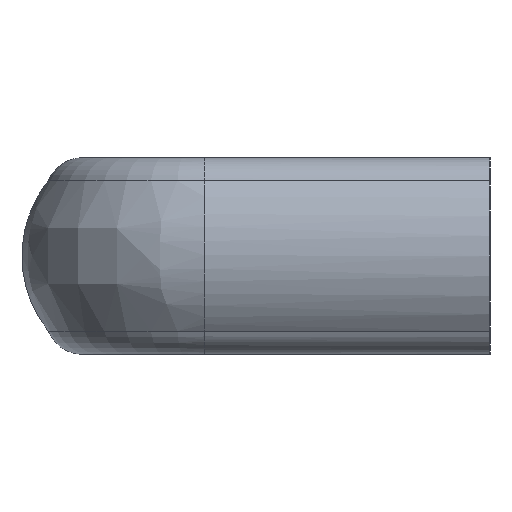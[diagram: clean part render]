
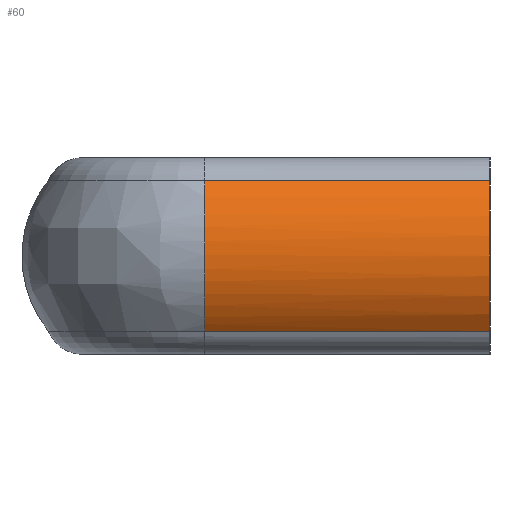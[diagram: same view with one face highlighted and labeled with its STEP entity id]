
A CAD part, left-side view. The second image highlights one B-rep face of the part: STEP entity #60.
In plain terms, the highlighted cylindrical face has radius 12.911 mm (diameter 25.822 mm), a partial arc.
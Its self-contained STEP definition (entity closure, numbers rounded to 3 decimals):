
#60 = ADVANCED_FACE( '', ( #138 ), #139, .T. );
#138 = FACE_OUTER_BOUND( '', #237, .T. );
#139 = CYLINDRICAL_SURFACE( '', #238, 12.911 );
#237 = EDGE_LOOP( '', ( #391, #392, #393, #394 ) );
#238 = AXIS2_PLACEMENT_3D( '', #395, #396, #397 );
#391 = ORIENTED_EDGE( '', *, *, #586, .T. );
#392 = ORIENTED_EDGE( '', *, *, #587, .F. );
#393 = ORIENTED_EDGE( '', *, *, #588, .F. );
#394 = ORIENTED_EDGE( '', *, *, #589, .T. );
#395 = CARTESIAN_POINT( '', ( 12.912, 0., 0. ) );
#396 = DIRECTION( '', ( 0., -1., 0. ) );
#397 = DIRECTION( '', ( 0., 0., 1. ) );
#586 = EDGE_CURVE( '', #670, #676, #677, .T. );
#587 = EDGE_CURVE( '', #678, #676, #679, .T. );
#588 = EDGE_CURVE( '', #680, #678, #681, .T. );
#589 = EDGE_CURVE( '', #680, #670, #682, .T. );
#670 = VERTEX_POINT( '', #848 );
#676 = VERTEX_POINT( '', #871 );
#677 = B_SPLINE_CURVE_WITH_KNOTS( '', 3, ( #872, #873, #874, #875, #876, #877, #878, #879, #880, #881 ), .UNSPECIFIED., .F., .F., ( 4, 2, 2, 2, 4 ), ( 0., 0.25, 0.5, 0.75, 1. ), .UNSPECIFIED. );
#678 = VERTEX_POINT( '', #882 );
#679 = LINE( '', #883, #884 );
#680 = VERTEX_POINT( '', #885 );
#681 = CIRCLE( '', #886, 12.911 );
#682 = LINE( '', #887, #888 );
#848 = CARTESIAN_POINT( '', ( 2.808, 30.5, 8.037 ) );
#871 = CARTESIAN_POINT( '', ( 2.808, 30.5, -8.038 ) );
#872 = CARTESIAN_POINT( '', ( 2.808, 30.5, 8.037 ) );
#873 = CARTESIAN_POINT( '', ( 1.907, 30.5, 6.905 ) );
#874 = CARTESIAN_POINT( '', ( 1.199, 30.5, 5.622 ) );
#875 = CARTESIAN_POINT( '', ( 0.246, 30.5, 2.891 ) );
#876 = CARTESIAN_POINT( '', ( 0.001, 30.5, 1.446 ) );
#877 = CARTESIAN_POINT( '', ( 0.001, 30.5, -1.446 ) );
#878 = CARTESIAN_POINT( '', ( 0.246, 30.5, -2.891 ) );
#879 = CARTESIAN_POINT( '', ( 1.199, 30.5, -5.622 ) );
#880 = CARTESIAN_POINT( '', ( 1.907, 30.5, -6.905 ) );
#881 = CARTESIAN_POINT( '', ( 2.808, 30.5, -8.037 ) );
#882 = CARTESIAN_POINT( '', ( 2.808, 0., -8.037 ) );
#883 = CARTESIAN_POINT( '', ( 2.808, 0., -8.037 ) );
#884 = VECTOR( '', #1101, 1000. );
#885 = CARTESIAN_POINT( '', ( 2.808, 0., 8.037 ) );
#886 = AXIS2_PLACEMENT_3D( '', #1102, #1103, #1104 );
#887 = CARTESIAN_POINT( '', ( 2.808, 0., 8.037 ) );
#888 = VECTOR( '', #1105, 1000. );
#1101 = DIRECTION( '', ( 0., 1., 0. ) );
#1102 = CARTESIAN_POINT( '', ( 12.912, 0., 0. ) );
#1103 = DIRECTION( '', ( 0., -1., 0. ) );
#1104 = DIRECTION( '', ( 0., 0., 1. ) );
#1105 = DIRECTION( '', ( 0., 1., 0. ) );
